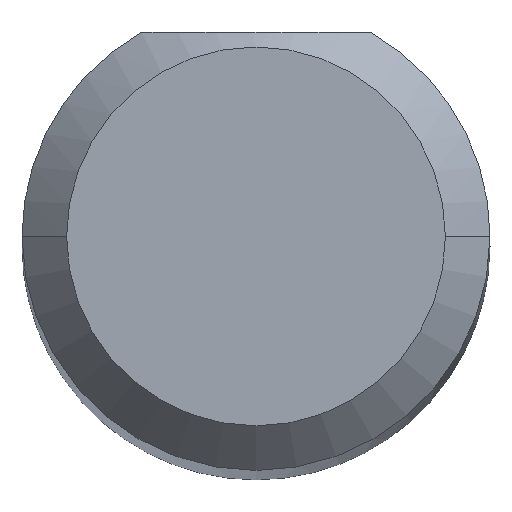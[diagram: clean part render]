
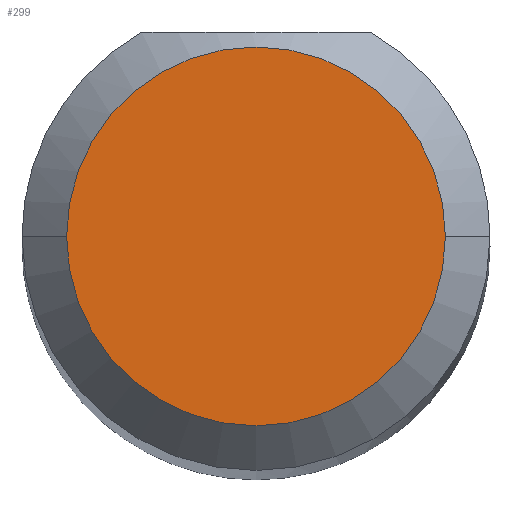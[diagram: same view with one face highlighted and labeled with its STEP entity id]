
A CAD part, top view. The second image highlights one B-rep face of the part: STEP entity #299.
In plain terms, the highlighted planar face has unit normal (0, 0, 1).
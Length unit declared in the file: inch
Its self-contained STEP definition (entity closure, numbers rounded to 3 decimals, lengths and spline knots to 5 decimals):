
#57 = VERTEX_POINT ( 'NONE', #532 ) ;
#68 = PLANE ( 'NONE',  #93 ) ;
#83 = CIRCLE ( 'NONE', #388, 0.06374 ) ;
#93 = AXIS2_PLACEMENT_3D ( 'NONE', #235, #399, #228 ) ;
#104 = CIRCLE ( 'NONE', #503, 0.06374 ) ;
#136 = CARTESIAN_POINT ( 'NONE',  ( 0., 0., 1.9685 ) ) ;
#175 = EDGE_LOOP ( 'NONE', ( #181, #476 ) ) ;
#181 = ORIENTED_EDGE ( 'NONE', *, *, #245, .T. ) ;
#191 = DIRECTION ( 'NONE',  ( 1., 0., 0. ) ) ;
#198 = EDGE_CURVE ( 'NONE', #57, #248, #83, .T. ) ;
#228 = DIRECTION ( 'NONE',  ( 1., 0., 0. ) ) ;
#235 = CARTESIAN_POINT ( 'NONE',  ( 0., 0., 1.9685 ) ) ;
#245 = EDGE_CURVE ( 'NONE', #248, #57, #104, .T. ) ;
#248 = VERTEX_POINT ( 'NONE', #313 ) ;
#262 = DIRECTION ( 'NONE',  ( 1., 0., 0. ) ) ;
#299 = ADVANCED_FACE ( 'NONE', ( #432 ), #68, .T. ) ;
#301 = CARTESIAN_POINT ( 'NONE',  ( 0., 0., 1.9685 ) ) ;
#313 = CARTESIAN_POINT ( 'NONE',  ( -0.06374, 0., 1.9685 ) ) ;
#388 = AXIS2_PLACEMENT_3D ( 'NONE', #301, #464, #262 ) ;
#399 = DIRECTION ( 'NONE',  ( 0., 0., 1. ) ) ;
#432 = FACE_OUTER_BOUND ( 'NONE', #175, .T. ) ;
#439 = DIRECTION ( 'NONE',  ( 0., 0., 1. ) ) ;
#464 = DIRECTION ( 'NONE',  ( 0., 0., 1. ) ) ;
#476 = ORIENTED_EDGE ( 'NONE', *, *, #198, .T. ) ;
#503 = AXIS2_PLACEMENT_3D ( 'NONE', #136, #439, #191 ) ;
#532 = CARTESIAN_POINT ( 'NONE',  ( 0.06374, 0., 1.9685 ) ) ;
